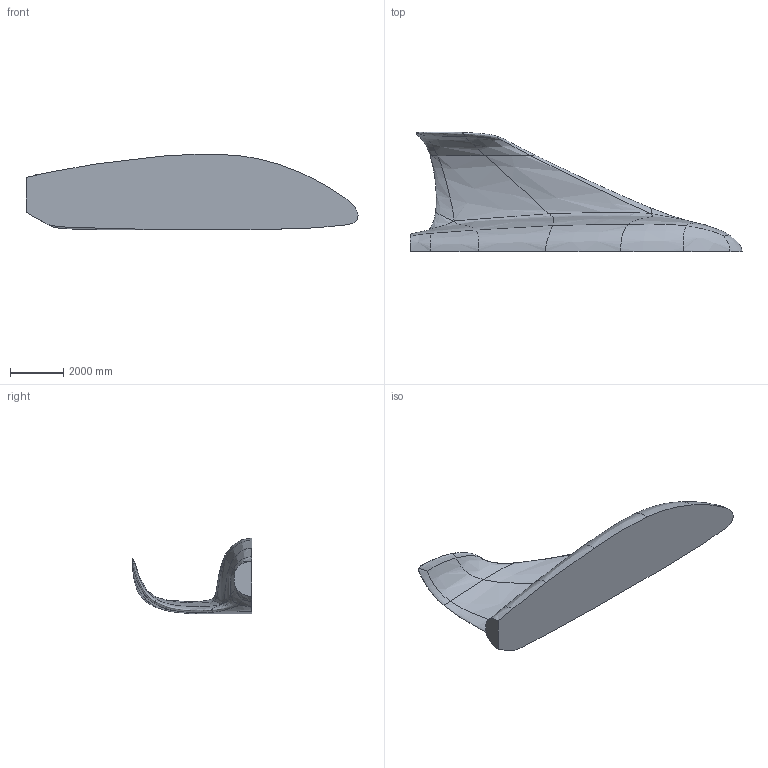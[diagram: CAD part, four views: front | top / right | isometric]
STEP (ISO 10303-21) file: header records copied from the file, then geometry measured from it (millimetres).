
FILE_DESCRIPTION(('CATIA V5 STEP Exchange'),'2;1');
FILE_NAME('halfmodel.stp','2015-10-13T17:34:44+00:00',('none'),('none'),'CATIA Version 5 Release 20 GA (IN-10)','CATIA V5 STEP AP214','none');
FILE_SCHEMA(('AUTOMOTIVE_DESIGN { 1 0 10303 214 1 1 1 1 }'));
Length unit declared in the file: millimetre
Products named in the file (1): Peau V5
Bounding box: 12479.05 x 4505.42 x 2855.21 mm (x, y, z)
Volume: 35467255546.3 mm3; surface area: 118468177.7 mm2
Topology: 1 solids, 1 shells, 41 faces, 88 edges, 49 vertices
Faces by surface type: bspline 39, plane 2
Entity records: 9716 total; most frequent: CARTESIAN_POINT 9109, ORIENTED_EDGE 176, EDGE_CURVE 88, B_SPLINE_CURVE_WITH_KNOTS 87, VERTEX_POINT 49, ADVANCED_FACE 41, EDGE_LOOP 41, FACE_OUTER_BOUND 41
